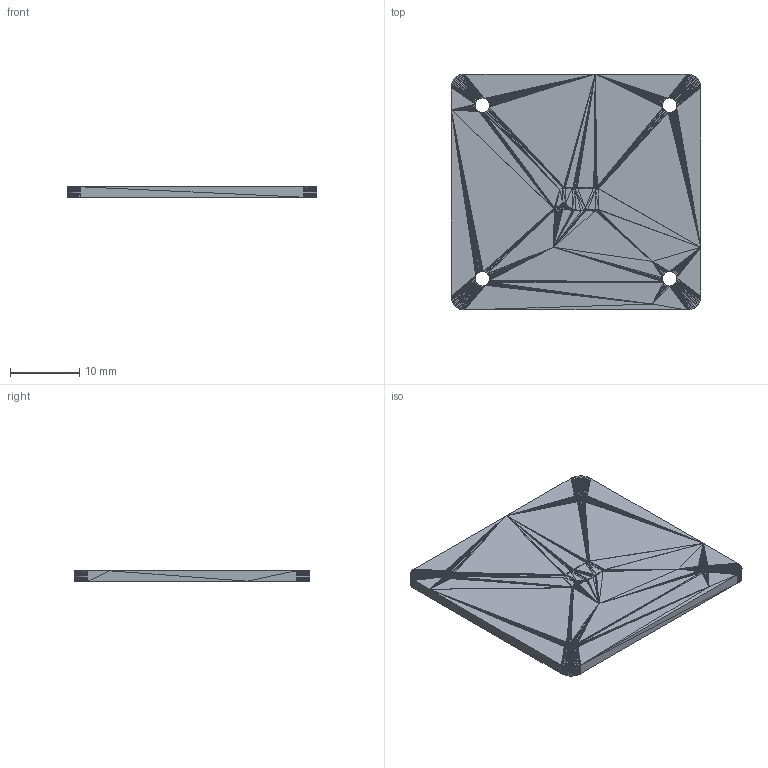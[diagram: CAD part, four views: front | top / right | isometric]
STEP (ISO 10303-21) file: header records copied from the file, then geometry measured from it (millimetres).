
FILE_DESCRIPTION((''),'2;1');
FILE_NAME('jm', '2026-02-17T21:38:17', (''), (''), 'ImageToStl.com STEP Converter','', '');
FILE_SCHEMA(('AUTOMOTIVE_DESIGN_CC2'));
Length unit declared in the file: metre
Products named in the file (1): product0
Bounding box: 36 x 34 x 1.5 mm (x, y, z)
Surface area: 2665.5 mm2 (no closed solid volume)
Topology: 0 solids, 2674 shells, 2674 faces, 8022 edges, 1331 vertices
Faces by surface type: plane 2674
Entity records: 61518 total; most frequent: DIRECTION 13372, ORIENTED_EDGE 8022, EDGE_CURVE 8022, LINE 8022, VECTOR 8022, AXIS2_PLACEMENT_3D 2675, FACE_SURFACE 2674, PLANE 2674
